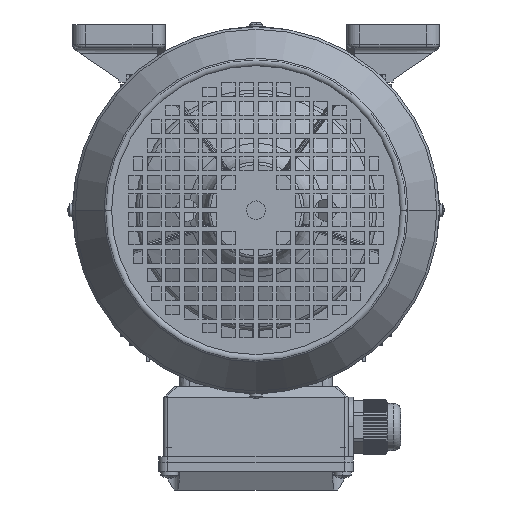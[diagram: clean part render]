
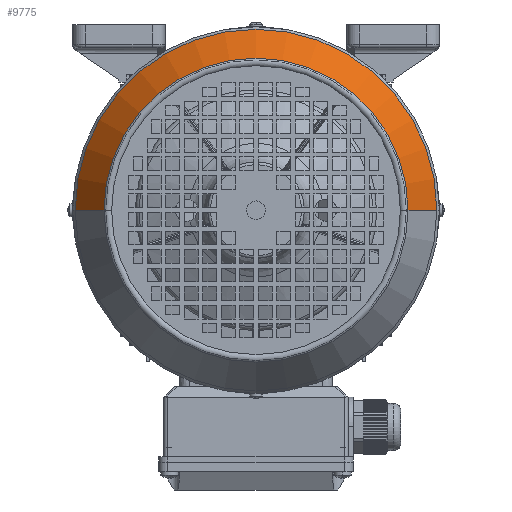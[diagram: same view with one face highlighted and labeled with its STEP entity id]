
A CAD part, front view. The second image highlights one B-rep face of the part: STEP entity #9775.
In plain terms, the highlighted conical face has half-angle 33 degrees and reference radius 97.588 mm.
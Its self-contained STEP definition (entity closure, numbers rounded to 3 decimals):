
#9748 = ORIENTED_EDGE ( 'NONE', *, *, #9760, .F. ) ;
#9760 = EDGE_CURVE ( 'NONE', #9773, #9768, #10842, .T. ) ;
#9761 = EDGE_CURVE ( 'NONE', #9768, #9765, #10887, .T. ) ;
#9762 = EDGE_CURVE ( 'NONE', #9786, #9765, #10882, .T. ) ;
#9765 = VERTEX_POINT ( 'NONE', #10863 ) ;
#9767 = ORIENTED_EDGE ( 'NONE', *, *, #9761, .F. ) ;
#9768 = VERTEX_POINT ( 'NONE', #10862 ) ;
#9773 = VERTEX_POINT ( 'NONE', #10919 ) ;
#9775 = ADVANCED_FACE ( 'NONE', ( #10918 ), #10915, .T. ) ;
#9776 = EDGE_LOOP ( 'NONE', ( #9777, #9779, #9767, #9748 ) ) ;
#9777 = ORIENTED_EDGE ( 'NONE', *, *, #9789, .T. ) ;
#9779 = ORIENTED_EDGE ( 'NONE', *, *, #9762, .T. ) ;
#9786 = VERTEX_POINT ( 'NONE', #10889 ) ;
#9789 = EDGE_CURVE ( 'NONE', #9773, #9786, #10956, .T. ) ;
#10838 = CARTESIAN_POINT ( 'NONE',  ( 97.588, 0., 34.653 ) ) ;
#10839 = DIRECTION ( 'NONE',  ( -0.545, 0., -0.839 ) ) ;
#10840 = VECTOR ( 'NONE', #10839, 1000. ) ;
#10841 = CARTESIAN_POINT ( 'NONE',  ( -97.588, 0., 34.653 ) ) ;
#10842 = LINE ( 'NONE', #10841, #10840 ) ;
#10862 = CARTESIAN_POINT ( 'NONE',  ( -97.588, 0., 34.653 ) ) ;
#10863 = CARTESIAN_POINT ( 'NONE',  ( 97.588, 0., 34.653 ) ) ;
#10864 = DIRECTION ( 'NONE',  ( 0.545, 0., -0.839 ) ) ;
#10865 = VECTOR ( 'NONE', #10864, 1000. ) ;
#10882 = LINE ( 'NONE', #10838, #10865 ) ;
#10883 = DIRECTION ( 'NONE',  ( -1., 0., 0. ) ) ;
#10884 = DIRECTION ( 'NONE',  ( 0., 0., -1. ) ) ;
#10885 = CARTESIAN_POINT ( 'NONE',  ( 0., 0., 34.653 ) ) ;
#10886 = AXIS2_PLACEMENT_3D ( 'NONE', #10885, #10884, #10883 ) ;
#10887 = CIRCLE ( 'NONE', #10886, 97.588 ) ;
#10888 = CARTESIAN_POINT ( 'NONE',  ( 0., 0., 58.637 ) ) ;
#10889 = CARTESIAN_POINT ( 'NONE',  ( 82.013, 0., 58.637 ) ) ;
#10912 = DIRECTION ( 'NONE',  ( -1., 0., 0. ) ) ;
#10913 = DIRECTION ( 'NONE',  ( 0., 0., -1. ) ) ;
#10914 = AXIS2_PLACEMENT_3D ( 'NONE', #10917, #10913, #10912 ) ;
#10915 = CONICAL_SURFACE ( 'NONE', #10914, 97.588, 0.576 ) ;
#10917 = CARTESIAN_POINT ( 'NONE',  ( 0., 0., 34.653 ) ) ;
#10918 = FACE_OUTER_BOUND ( 'NONE', #9776, .T. ) ;
#10919 = CARTESIAN_POINT ( 'NONE',  ( -82.013, 0., 58.637 ) ) ;
#10951 = DIRECTION ( 'NONE',  ( -1., 0., 0. ) ) ;
#10953 = DIRECTION ( 'NONE',  ( 0., 0., -1. ) ) ;
#10955 = AXIS2_PLACEMENT_3D ( 'NONE', #10888, #10953, #10951 ) ;
#10956 = CIRCLE ( 'NONE', #10955, 82.013 ) ;
